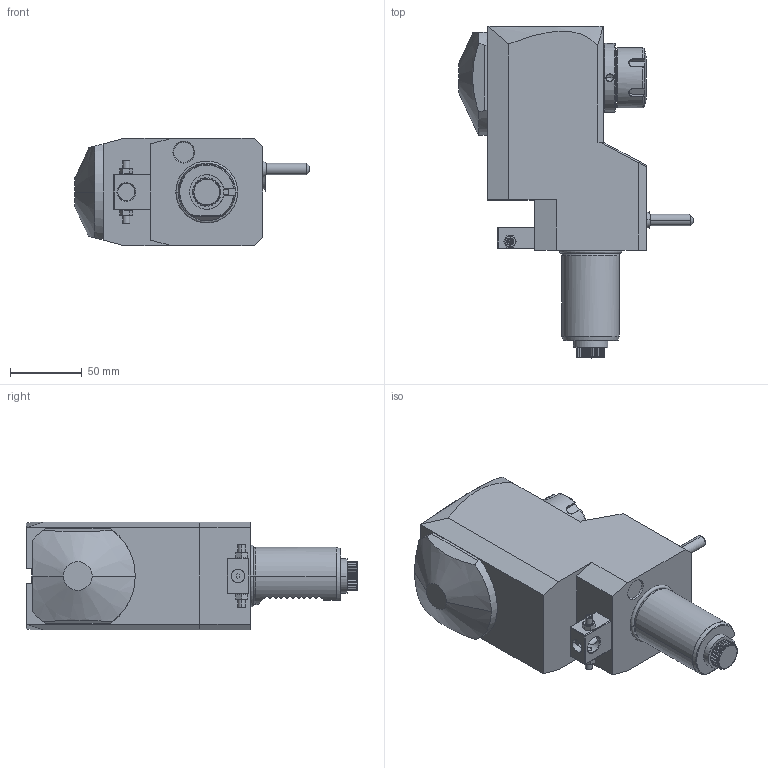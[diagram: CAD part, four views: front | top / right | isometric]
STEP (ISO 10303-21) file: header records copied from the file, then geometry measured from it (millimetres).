
FILE_DESCRIPTION((''),'2;1');
FILE_NAME('NGT1_40_431_25_1_1_120','2017-03-13T',('vali'),('NOVA GRUP'),'PRO/ENGINEER BY PARAMETRIC TECHNOLOGY CORPORATION, 2010280','PRO/ENGINEER BY PARAMETRIC TECHNOLOGY CORPORATION, 2010280','');
FILE_SCHEMA(('CONFIG_CONTROL_DESIGN'));
Length unit declared in the file: millimetre
Products named in the file (1): NGT1_40_431_25_1_1_120
Bounding box: 163.5 x 231 x 75 mm (x, y, z)
Volume: 1176657.5 mm3; surface area: 87390.3 mm2
Topology: 1 solids, 1 shells, 569 faces, 1495 edges, 940 vertices
Faces by surface type: plane 212, cylinder 185, cone 98, bspline 56, torus 14, extrusion 2, sphere 2
Entity records: 24744 total; most frequent: CARTESIAN_POINT 11574, ORIENTED_EDGE 2966, DIRECTION 2377, EDGE_CURVE 1483, VERTEX_POINT 940, AXIS2_PLACEMENT_3D 840, VECTOR 697, LINE 695
